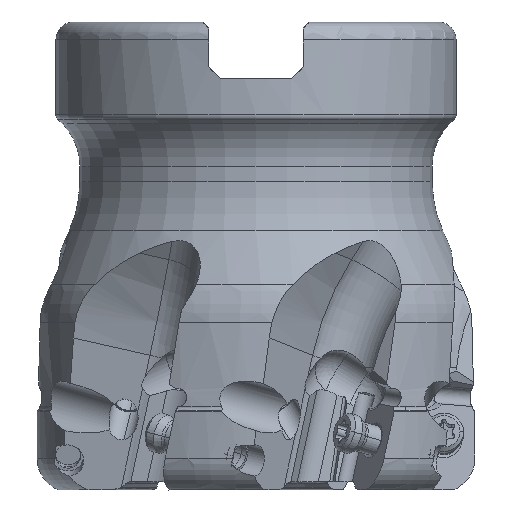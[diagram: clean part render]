
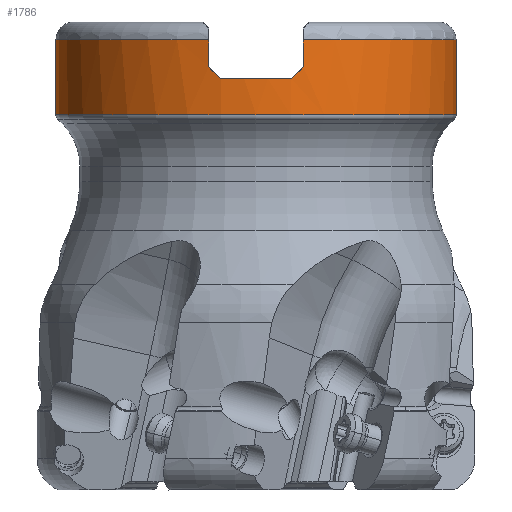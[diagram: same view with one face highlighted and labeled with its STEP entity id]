
A CAD part, front view. The second image highlights one B-rep face of the part: STEP entity #1786.
In plain terms, the highlighted cylindrical face has radius 16.77 mm (diameter 33.54 mm), a partial arc.
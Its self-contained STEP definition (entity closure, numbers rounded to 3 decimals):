
#306=CYLINDRICAL_SURFACE('',#11782,16.77);
#670=FACE_OUTER_BOUND('',#2651,.T.);
#1400=B_SPLINE_CURVE_WITH_KNOTS('',3,(#19997,#19998,#19999,#20000),
 .UNSPECIFIED.,.F.,.F.,(4,4),(0.,1.),.UNSPECIFIED.);
#1401=B_SPLINE_CURVE_WITH_KNOTS('',3,(#20004,#20005,#20006,#20007),
 .UNSPECIFIED.,.F.,.F.,(4,4),(0.,1.),.UNSPECIFIED.);
#1786=ADVANCED_FACE('',(#670),#306,.T.);
#2651=EDGE_LOOP('',(#4979,#4980,#4981,#4982,#4983,#4984,#4985,#4986,#4987,
#4988));
#3424=CIRCLE('',#11770,16.77);
#3429=CIRCLE('',#11779,16.77);
#3430=CIRCLE('',#11780,16.77);
#3431=CIRCLE('',#11781,16.77);
#4979=ORIENTED_EDGE('',*,*,#9192,.T.);
#4980=ORIENTED_EDGE('',*,*,#9193,.T.);
#4981=ORIENTED_EDGE('',*,*,#9194,.T.);
#4982=ORIENTED_EDGE('',*,*,#9195,.F.);
#4983=ORIENTED_EDGE('',*,*,#9196,.F.);
#4984=ORIENTED_EDGE('',*,*,#9197,.F.);
#4985=ORIENTED_EDGE('',*,*,#9166,.T.);
#4986=ORIENTED_EDGE('',*,*,#9198,.T.);
#4987=ORIENTED_EDGE('',*,*,#9164,.T.);
#4988=ORIENTED_EDGE('',*,*,#9176,.T.);
#7846=VERTEX_POINT('',#19888);
#7847=VERTEX_POINT('',#19889);
#7848=VERTEX_POINT('',#19891);
#7849=VERTEX_POINT('',#19893);
#7857=VERTEX_POINT('',#19935);
#7869=VERTEX_POINT('',#19994);
#7870=VERTEX_POINT('',#20001);
#7871=VERTEX_POINT('',#20003);
#7872=VERTEX_POINT('',#20008);
#7873=VERTEX_POINT('',#20010);
#9164=EDGE_CURVE('',#7846,#7847,#10331,.T.);
#9166=EDGE_CURVE('',#7849,#7848,#10332,.T.);
#9176=EDGE_CURVE('',#7847,#7857,#3424,.T.);
#9192=EDGE_CURVE('',#7857,#7869,#10342,.T.);
#9193=EDGE_CURVE('',#7869,#7870,#1400,.T.);
#9194=EDGE_CURVE('',#7870,#7871,#3429,.T.);
#9195=EDGE_CURVE('',#7872,#7871,#1401,.T.);
#9196=EDGE_CURVE('',#7873,#7872,#10343,.T.);
#9197=EDGE_CURVE('',#7849,#7873,#3430,.T.);
#9198=EDGE_CURVE('',#7848,#7846,#3431,.T.);
#10331=LINE('',#19887,#10836);
#10332=LINE('',#19892,#10837);
#10342=LINE('',#19995,#10847);
#10343=LINE('',#20009,#10848);
#10836=VECTOR('',#13742,1.);
#10837=VECTOR('',#13745,1.);
#10847=VECTOR('',#13779,1.);
#10848=VECTOR('',#13784,1.);
#11770=AXIS2_PLACEMENT_3D('',#19936,#13756,#13757);
#11779=AXIS2_PLACEMENT_3D('',#20002,#13782,#13783);
#11780=AXIS2_PLACEMENT_3D('',#20011,#13785,#13786);
#11781=AXIS2_PLACEMENT_3D('',#20012,#13787,#13788);
#11782=AXIS2_PLACEMENT_3D('',#20013,#13789,#13790);
#13742=DIRECTION('',(0.,0.,1.));
#13745=DIRECTION('',(0.,0.,-1.));
#13756=DIRECTION('',(0.,0.,-1.));
#13757=DIRECTION('',(1.,0.,0.));
#13779=DIRECTION('',(0.,0.,-1.));
#13782=DIRECTION('',(0.,0.,-1.));
#13783=DIRECTION('',(0.177,-0.984,0.));
#13784=DIRECTION('',(0.,0.,-1.));
#13785=DIRECTION('',(0.,0.,1.));
#13786=DIRECTION('',(-1.,0.,0.));
#13787=DIRECTION('',(0.,0.,1.));
#13788=DIRECTION('',(-1.,0.,0.));
#13789=DIRECTION('',(0.,0.,-1.));
#13790=DIRECTION('',(-1.,0.,0.));
#19887=CARTESIAN_POINT('',(16.77,0.,-7.793));
#19888=CARTESIAN_POINT('',(16.77,0.,-7.793));
#19889=CARTESIAN_POINT('',(16.77,0.,-1.5));
#19891=CARTESIAN_POINT('',(-16.77,0.,-7.793));
#19892=CARTESIAN_POINT('',(-16.77,0.,-1.5));
#19893=CARTESIAN_POINT('',(-16.77,0.,-1.5));
#19935=CARTESIAN_POINT('',(3.97,-16.293,-1.5));
#19936=CARTESIAN_POINT('',(0.,0.,-1.5));
#19994=CARTESIAN_POINT('',(3.97,-16.293,-3.76));
#19995=CARTESIAN_POINT('',(3.97,-16.293,-1.5));
#19997=CARTESIAN_POINT('',(3.97,-16.293,-3.76));
#19998=CARTESIAN_POINT('',(3.638,-16.374,-4.092));
#19999=CARTESIAN_POINT('',(3.304,-16.445,-4.426));
#20000=CARTESIAN_POINT('',(2.97,-16.505,-4.76));
#20001=CARTESIAN_POINT('',(2.97,-16.505,-4.76));
#20002=CARTESIAN_POINT('',(0.,0.,-4.76));
#20003=CARTESIAN_POINT('',(-2.97,-16.505,-4.76));
#20004=CARTESIAN_POINT('',(-3.97,-16.293,-3.76));
#20005=CARTESIAN_POINT('',(-3.638,-16.374,-4.092));
#20006=CARTESIAN_POINT('',(-3.304,-16.445,-4.426));
#20007=CARTESIAN_POINT('',(-2.97,-16.505,-4.76));
#20008=CARTESIAN_POINT('',(-3.97,-16.293,-3.76));
#20009=CARTESIAN_POINT('',(-3.97,-16.293,-1.5));
#20010=CARTESIAN_POINT('',(-3.97,-16.293,-1.5));
#20011=CARTESIAN_POINT('',(0.,0.,-1.5));
#20012=CARTESIAN_POINT('',(0.,0.,-7.793));
#20013=CARTESIAN_POINT('',(0.,0.,-1.374));
